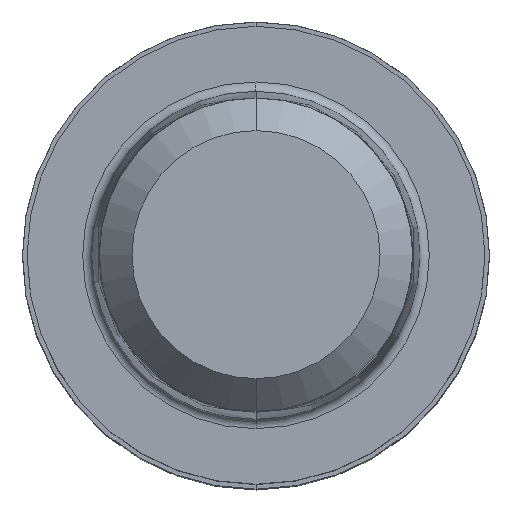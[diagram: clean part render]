
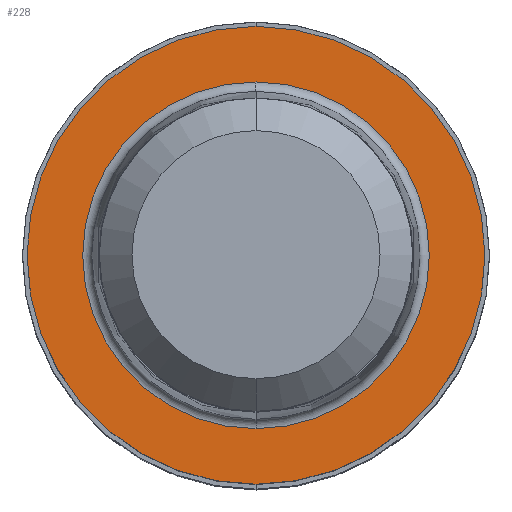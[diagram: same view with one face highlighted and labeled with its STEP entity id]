
A CAD part, top view. The second image highlights one B-rep face of the part: STEP entity #228.
In plain terms, the highlighted planar face has unit normal (0, 0, 1).
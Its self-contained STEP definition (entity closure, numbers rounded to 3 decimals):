
#178=EDGE_CURVE('',#420,#292,#468,.T.);
#228=ADVANCED_FACE('',(#525,#526),#527,.T.);
#286=VERTEX_POINT('',#593);
#292=VERTEX_POINT('',#599);
#310=EDGE_CURVE('',#396,#286,#620,.T.);
#342=EDGE_CURVE('',#286,#396,#655,.T.);
#396=VERTEX_POINT('',#715);
#420=VERTEX_POINT('',#744);
#432=EDGE_CURVE('',#292,#420,#758,.T.);
#468=CIRCLE('',#793,7.42);
#525=FACE_OUTER_BOUND('',#862,.T.);
#526=FACE_BOUND('',#863,.T.);
#527=PLANE('',#864);
#593=CARTESIAN_POINT('',(0.,-9.8,0.01));
#599=CARTESIAN_POINT('',(0.0,7.42,0.01));
#620=CIRCLE('',#984,9.8);
#655=CIRCLE('',#1030,9.8);
#715=CARTESIAN_POINT('',(0.0,9.8,0.01));
#744=CARTESIAN_POINT('',(0.,-7.42,0.01));
#758=CIRCLE('',#1157,7.42);
#793=AXIS2_PLACEMENT_3D('',#1181,#1182,#1183);
#862=EDGE_LOOP('',(#1260,#1261));
#863=EDGE_LOOP('',(#1262,#1263));
#864=AXIS2_PLACEMENT_3D('',#1264,#1265,#1266);
#984=AXIS2_PLACEMENT_3D('',#1376,#1377,#1378);
#1030=AXIS2_PLACEMENT_3D('',#1423,#1424,#1425);
#1157=AXIS2_PLACEMENT_3D('',#1557,#1558,#1559);
#1181=CARTESIAN_POINT('',(0.0,0.0,0.01));
#1182=DIRECTION('',(0.0,0.0,-1.0));
#1183=DIRECTION('',(0.0,1.0,0.0));
#1260=ORIENTED_EDGE('',*,*,#310,.F.);
#1261=ORIENTED_EDGE('',*,*,#342,.F.);
#1262=ORIENTED_EDGE('',*,*,#432,.T.);
#1263=ORIENTED_EDGE('',*,*,#178,.T.);
#1264=CARTESIAN_POINT('',(0.0,4.9,0.01));
#1265=DIRECTION('',(-0.0,0.0,1.0));
#1266=DIRECTION('',(0.0,-1.0,0.0));
#1376=CARTESIAN_POINT('',(0.0,0.0,0.01));
#1377=DIRECTION('',(0.0,0.0,-1.0));
#1378=DIRECTION('',(0.0,1.0,0.0));
#1423=CARTESIAN_POINT('',(0.0,0.0,0.01));
#1424=DIRECTION('',(0.0,0.0,-1.0));
#1425=DIRECTION('',(0.0,1.0,0.0));
#1557=CARTESIAN_POINT('',(0.0,0.0,0.01));
#1558=DIRECTION('',(0.0,0.0,-1.0));
#1559=DIRECTION('',(0.0,1.0,0.0));
